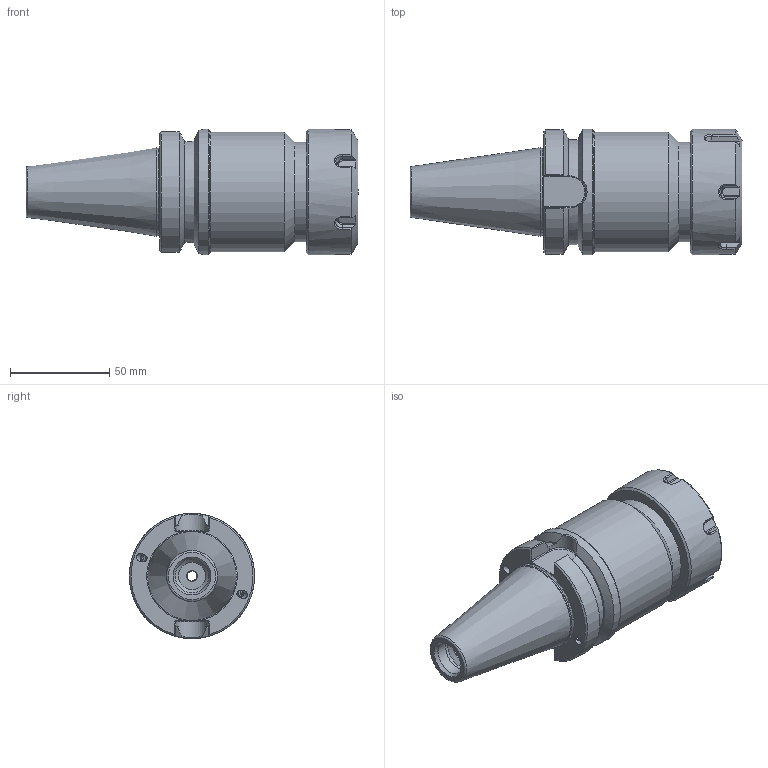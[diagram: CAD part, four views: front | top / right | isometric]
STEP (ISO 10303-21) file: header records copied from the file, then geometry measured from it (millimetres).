
FILE_DESCRIPTION(/* description */ ('ER COLLET CHUCK'),/* implementation_level */ '2;1');
FILE_NAME(/* name */ 'B40BC-40ERF400.stp',/* time_stamp */ '2017-01-18T08:57:14-05:00',/* author */ ('davhar'),/* organization */ (''),/* preprocessor_version */ 'ST-DEVELOPER v16.1',/* originating_system */ 'Autodesk Inventor 2016',/* authorisation */ '');
FILE_SCHEMA (('AUTOMOTIVE_DESIGN { 1 0 10303 214 3 1 1 }'));
Length unit declared in the file: inch
Products named in the file (6): B40BCB-40ER4-1; 029-965; B40BCB-40ER4-1_1; 40ERN; BS-10; B40BC-40ERF400
Assembly tree (6 placements, depth 3):
  B40BC-40ERF400
    B40BCB-40ER4-1_1
      B40BCB-40ER4-1
      029-965  x2
    40ERN
    BS-10
Bounding box: 167 x 63 x 63 mm (x, y, z)
Volume: 241108 mm3; surface area: 56497.7 mm2
Topology: 5 solids, 5 shells, 212 faces, 509 edges, 318 vertices
Faces by surface type: plane 88, cylinder 57, cone 40, torus 17, bspline 8, sphere 2
Full cylindrical faces by diameter (mm): 3.3 x2, 4 x4, 4.1 x2, 4.2 x2, 5.588 x1, 7.112 x1, 13.843 x1, 17.013 x1, 17.623 x1, 24.892 x2, 26.848 x1, 28.397 x1, 30.988 x1, 33.02 x1, 43.942 x1, 48.5 x1, 50 x1, 52.25 x1, 60.325 x1, 62.992 x1, 63 x1
Entity records: 6847 total; most frequent: CARTESIAN_POINT 2555, DIRECTION 828, ORIENTED_EDGE 824, EDGE_CURVE 412, AXIS2_PLACEMENT_3D 342, VERTEX_POINT 286, EDGE_LOOP 268, FACE_OUTER_BOUND 196
